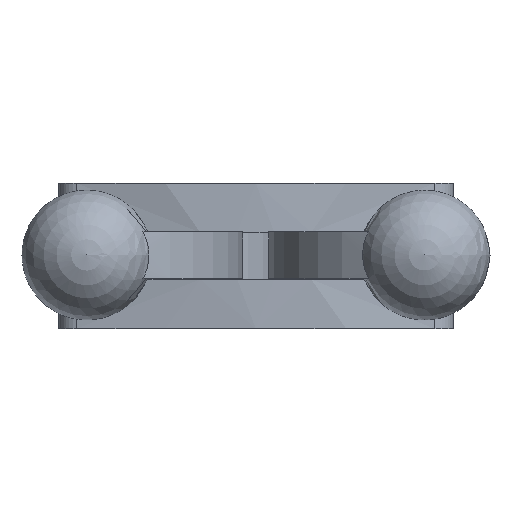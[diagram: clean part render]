
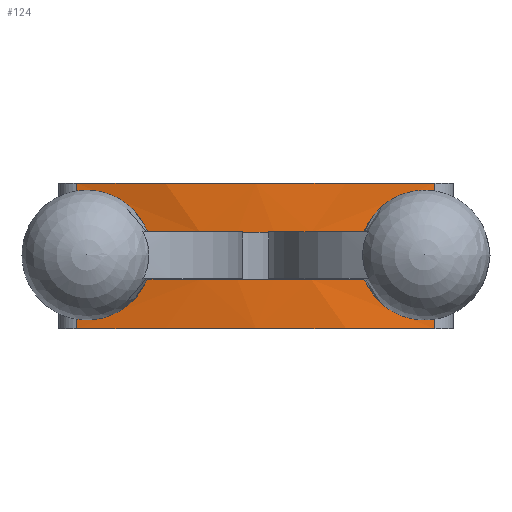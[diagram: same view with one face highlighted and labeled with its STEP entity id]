
A CAD part, top view. The second image highlights one B-rep face of the part: STEP entity #124.
In plain terms, the highlighted cylindrical face has radius 27.564 mm (diameter 55.129 mm), a partial arc.
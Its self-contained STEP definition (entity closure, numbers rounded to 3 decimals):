
#124 = ADVANCED_FACE( '', ( #295, #296 ), #297, .T. );
#295 = FACE_BOUND( '', #512, .T. );
#296 = FACE_OUTER_BOUND( '', #513, .T. );
#297 = CYLINDRICAL_SURFACE( '', #514, 27.564 );
#512 = EDGE_LOOP( '', ( #954, #955, #956, #957 ) );
#513 = EDGE_LOOP( '', ( #958, #959, #960, #961 ) );
#514 = AXIS2_PLACEMENT_3D( '', #962, #963, #964 );
#954 = ORIENTED_EDGE( '', *, *, #1496, .T. );
#955 = ORIENTED_EDGE( '', *, *, #1486, .F. );
#956 = ORIENTED_EDGE( '', *, *, #1497, .F. );
#957 = ORIENTED_EDGE( '', *, *, #1498, .T. );
#958 = ORIENTED_EDGE( '', *, *, #1499, .F. );
#959 = ORIENTED_EDGE( '', *, *, #1459, .F. );
#960 = ORIENTED_EDGE( '', *, *, #1481, .T. );
#961 = ORIENTED_EDGE( '', *, *, #1500, .T. );
#962 = CARTESIAN_POINT( '', ( 0., -2.95, -27.564 ) );
#963 = DIRECTION( '', ( 0., -1., 0. ) );
#964 = DIRECTION( '', ( 0., 0., 1. ) );
#1459 = EDGE_CURVE( '', #1723, #1719, #1725, .T. );
#1481 = EDGE_CURVE( '', #1723, #1760, #1762, .T. );
#1486 = EDGE_CURVE( '', #1769, #1765, #1771, .T. );
#1496 = EDGE_CURVE( '', #1785, #1765, #1786, .F. );
#1497 = EDGE_CURVE( '', #1787, #1769, #1788, .F. );
#1498 = EDGE_CURVE( '', #1787, #1785, #1789, .T. );
#1499 = EDGE_CURVE( '', #1719, #1790, #1791, .T. );
#1500 = EDGE_CURVE( '', #1760, #1790, #1792, .T. );
#1719 = VERTEX_POINT( '', #2108 );
#1723 = VERTEX_POINT( '', #2113 );
#1725 = LINE( '', #2115, #2116 );
#1760 = VERTEX_POINT( '', #2177 );
#1762 = CIRCLE( '', #2179, 27.564 );
#1765 = VERTEX_POINT( '', #2182 );
#1769 = VERTEX_POINT( '', #2188 );
#1771 = LINE( '', #2191, #2192 );
#1785 = VERTEX_POINT( '', #2213 );
#1786 = CIRCLE( '', #2214, 27.564 );
#1787 = VERTEX_POINT( '', #2215 );
#1788 = CIRCLE( '', #2216, 27.564 );
#1789 = LINE( '', #2217, #2218 );
#1790 = VERTEX_POINT( '', #2219 );
#1791 = CIRCLE( '', #2220, 27.564 );
#1792 = LINE( '', #2221, #2222 );
#2108 = CARTESIAN_POINT( '', ( -7.264, 2.95, -0.974 ) );
#2113 = CARTESIAN_POINT( '', ( -7.264, -2.95, -0.974 ) );
#2115 = CARTESIAN_POINT( '', ( -7.264, -2.95, -0.974 ) );
#2116 = VECTOR( '', #2597, 1000. );
#2177 = CARTESIAN_POINT( '', ( 7.264, -2.95, -0.974 ) );
#2179 = AXIS2_PLACEMENT_3D( '', #2628, #2629, #2630 );
#2182 = CARTESIAN_POINT( '', ( 2.25, 0.95, -0.092 ) );
#2188 = CARTESIAN_POINT( '', ( 2.25, -0.95, -0.092 ) );
#2191 = CARTESIAN_POINT( '', ( 2.25, -0.95, -0.092 ) );
#2192 = VECTOR( '', #2634, 1000. );
#2213 = CARTESIAN_POINT( '', ( -2.25, 0.95, -0.092 ) );
#2214 = AXIS2_PLACEMENT_3D( '', #2640, #2641, #2642 );
#2215 = CARTESIAN_POINT( '', ( -2.25, -0.95, -0.092 ) );
#2216 = AXIS2_PLACEMENT_3D( '', #2643, #2644, #2645 );
#2217 = CARTESIAN_POINT( '', ( -2.25, -0.95, -0.092 ) );
#2218 = VECTOR( '', #2646, 1000. );
#2219 = CARTESIAN_POINT( '', ( 7.264, 2.95, -0.974 ) );
#2220 = AXIS2_PLACEMENT_3D( '', #2647, #2648, #2649 );
#2221 = CARTESIAN_POINT( '', ( 7.264, -2.95, -0.974 ) );
#2222 = VECTOR( '', #2650, 1000. );
#2597 = DIRECTION( '', ( 0., 1., 0. ) );
#2628 = CARTESIAN_POINT( '', ( 0., -2.95, -27.564 ) );
#2629 = DIRECTION( '', ( 0., 1., 0. ) );
#2630 = DIRECTION( '', ( 1., 0., 0. ) );
#2634 = DIRECTION( '', ( 0., 1., 0. ) );
#2640 = CARTESIAN_POINT( '', ( 0., 0.95, -27.564 ) );
#2641 = DIRECTION( '', ( 0., -1., 0. ) );
#2642 = DIRECTION( '', ( 0., 0., -1. ) );
#2643 = CARTESIAN_POINT( '', ( 0., -0.95, -27.564 ) );
#2644 = DIRECTION( '', ( 0., -1., 0. ) );
#2645 = DIRECTION( '', ( 0., 0., -1. ) );
#2646 = DIRECTION( '', ( 0., 1., 0. ) );
#2647 = CARTESIAN_POINT( '', ( 0., 2.95, -27.564 ) );
#2648 = DIRECTION( '', ( 0., 1., 0. ) );
#2649 = DIRECTION( '', ( 1., 0., 0. ) );
#2650 = DIRECTION( '', ( 0., 1., 0. ) );
